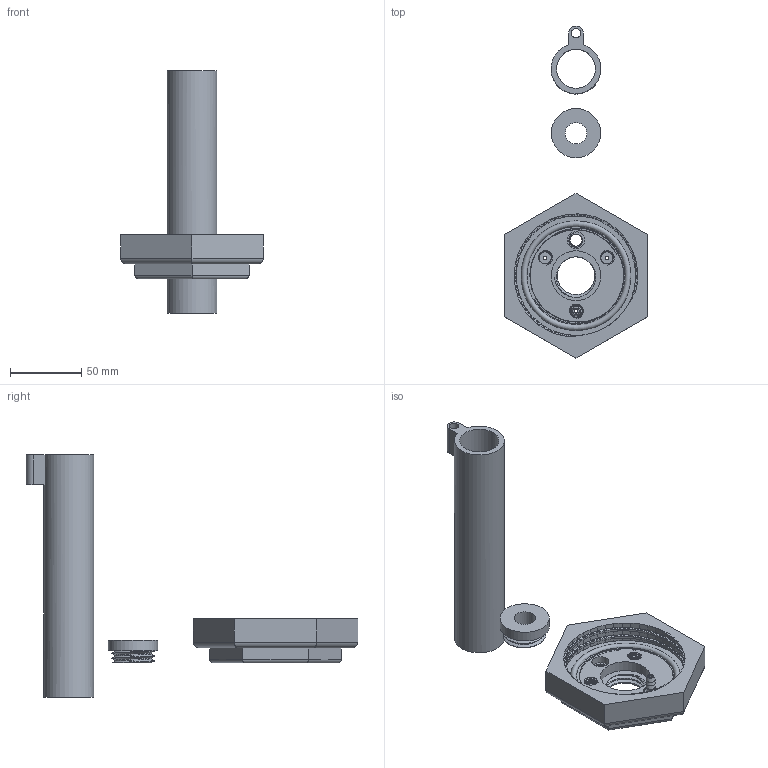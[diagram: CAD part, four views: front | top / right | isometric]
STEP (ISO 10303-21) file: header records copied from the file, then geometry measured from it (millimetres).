
FILE_DESCRIPTION(/* description */ (''),/* implementation_level */ '2;1');
FILE_NAME(/* name */ 'mason_jar_wide_mouth v12.step',/* time_stamp */ '2021-10-18T22:30:09-04:00',/* author */ (''),/* organization */ (''),/* preprocessor_version */ 'ST-DEVELOPER v18.1',/* originating_system */ 'Autodesk Translation Framework v10.10.0.1391',/* authorisation */ '');
FILE_SCHEMA (('AUTOMOTIVE_DESIGN { 1 0 10303 214 3 1 1 }'));
Length unit declared in the file: millimetre
Products named in the file (4): mason_jar_wide_mouth; Adapter; Barbed Fitting; pH sensor mount
Assembly tree (3 placements, depth 2):
  mason_jar_wide_mouth
    Adapter
    Barbed Fitting
    pH sensor mount
Bounding box: 100 x 232.74 x 170 mm (x, y, z)
Volume: 199077.9 mm3; surface area: 85450.4 mm2
Topology: 5 solids, 7 shells, 1663 faces, 3184 edges, 1549 vertices
Faces by surface type: plane 1491, cylinder 130, bspline 31, cone 8, torus 3
Full cylindrical faces by diameter (mm): 2.5 x4, 4.5 x1, 6.52 x1, 8.141 x2, 8.526 x18, 10.198 x25, 12 x1, 15 x1, 25.732 x1, 26.491 x1, 27.4 x1, 29.735 x2, 30.392 x2, 34.6 x1, 35 x2, 64.341 x1, 64.666 x1, 66.953 x2, 67.2 x2, 70 x1, 74 x1
Entity records: 52994 total; most frequent: CARTESIAN_POINT 21162, ORIENTED_EDGE 6368, DIRECTION 6257, EDGE_CURVE 3184, LINE 2633, VECTOR 2633, AXIS2_PLACEMENT_3D 1812, EDGE_LOOP 1701
